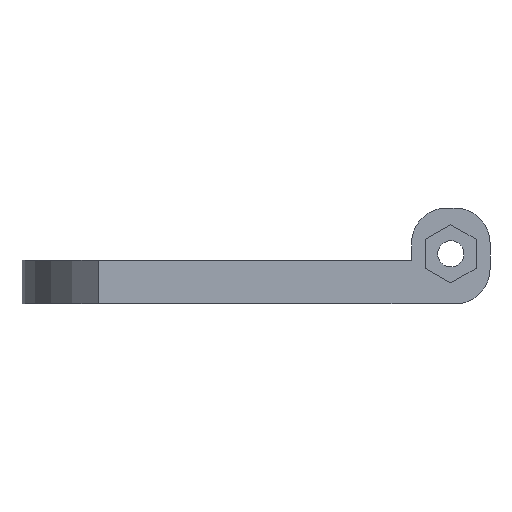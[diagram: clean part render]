
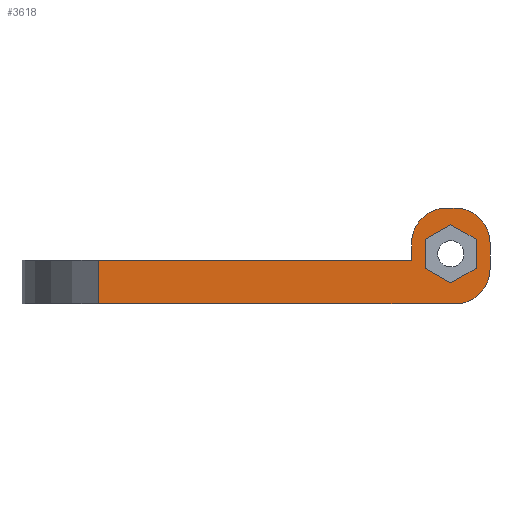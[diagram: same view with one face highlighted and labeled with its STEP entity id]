
A CAD part, left-side view. The second image highlights one B-rep face of the part: STEP entity #3618.
In plain terms, the highlighted planar face has unit normal (-1, 0, 0).
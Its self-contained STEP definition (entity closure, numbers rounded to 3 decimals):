
#445=CARTESIAN_POINT('Vertex',(-19.,-14.,4.)) ;
#448=CARTESIAN_POINT('Axis2P3D Location',(-19.,-10.,4.)) ;
#452=CARTESIAN_POINT('Vertex',(-19.,-10.,0.)) ;
#878=CARTESIAN_POINT('Vertex',(-19.,-14.,7.)) ;
#881=CARTESIAN_POINT('Line Origine',(-19.,-14.,5.5)) ;
#897=CARTESIAN_POINT('Vertex',(-19.,-5.,7.)) ;
#900=CARTESIAN_POINT('Axis2P3D Location',(-19.,-9.,7.)) ;
#904=CARTESIAN_POINT('Vertex',(-19.,-9.,11.)) ;
#919=CARTESIAN_POINT('Line Origine',(-19.,-9.5,11.)) ;
#923=CARTESIAN_POINT('Vertex',(-19.,-10.,11.)) ;
#938=CARTESIAN_POINT('Axis2P3D Location',(-19.,-10.,7.)) ;
#1520=CARTESIAN_POINT('Vertex',(-19.,-6.6,7.424)) ;
#1523=CARTESIAN_POINT('Line Origine',(-19.,-6.6,5.75)) ;
#1527=CARTESIAN_POINT('Vertex',(-19.,-6.6,4.076)) ;
#1546=CARTESIAN_POINT('Vertex',(-19.,-9.5,9.099)) ;
#1549=CARTESIAN_POINT('Line Origine',(-19.,-8.05,8.261)) ;
#1565=CARTESIAN_POINT('Vertex',(-19.,-12.4,7.424)) ;
#1568=CARTESIAN_POINT('Line Origine',(-19.,-10.95,8.261)) ;
#1584=CARTESIAN_POINT('Vertex',(-19.,-12.4,4.076)) ;
#1587=CARTESIAN_POINT('Line Origine',(-19.,-12.4,5.75)) ;
#1603=CARTESIAN_POINT('Vertex',(-19.,-9.5,2.401)) ;
#1606=CARTESIAN_POINT('Line Origine',(-19.,-10.95,3.239)) ;
#1618=CARTESIAN_POINT('Line Origine',(-19.,-8.05,3.239)) ;
#1810=CARTESIAN_POINT('Vertex',(-19.,-5.,5.)) ;
#1813=CARTESIAN_POINT('Line Origine',(-19.,-5.,6.)) ;
#1901=CARTESIAN_POINT('Vertex',(-19.,31.,5.)) ;
#1904=CARTESIAN_POINT('Line Origine',(-19.,13.,5.)) ;
#3582=CARTESIAN_POINT('Axis2P3D Location',(-19.,-5.,0.)) ;
#3587=CARTESIAN_POINT('Line Origine',(-19.,31.,2.5)) ;
#3591=CARTESIAN_POINT('Vertex',(-19.,31.,0.)) ;
#3594=CARTESIAN_POINT('Line Origine',(-19.,10.5,0.)) ;
#883=VECTOR('Line Direction',#882,1.) ;
#921=VECTOR('Line Direction',#920,1.) ;
#1525=VECTOR('Line Direction',#1524,1.) ;
#1551=VECTOR('Line Direction',#1550,1.) ;
#1570=VECTOR('Line Direction',#1569,1.) ;
#1589=VECTOR('Line Direction',#1588,1.) ;
#1608=VECTOR('Line Direction',#1607,1.) ;
#1620=VECTOR('Line Direction',#1619,1.) ;
#1815=VECTOR('Line Direction',#1814,1.) ;
#1906=VECTOR('Line Direction',#1905,1.) ;
#3589=VECTOR('Line Direction',#3588,1.) ;
#3596=VECTOR('Line Direction',#3595,1.) ;
#449=DIRECTION('Axis2P3D Direction',(1.,0.,0.)) ;
#882=DIRECTION('Vector Direction',(0.,0.,1.)) ;
#901=DIRECTION('Axis2P3D Direction',(1.,0.,0.)) ;
#920=DIRECTION('Vector Direction',(0.,-1.,0.)) ;
#939=DIRECTION('Axis2P3D Direction',(1.,0.,0.)) ;
#1524=DIRECTION('Vector Direction',(0.,0.,1.)) ;
#1550=DIRECTION('Vector Direction',(0.,-0.866,0.5)) ;
#1569=DIRECTION('Vector Direction',(0.,-0.866,-0.5)) ;
#1588=DIRECTION('Vector Direction',(0.,0.,-1.)) ;
#1607=DIRECTION('Vector Direction',(0.,0.866,-0.5)) ;
#1619=DIRECTION('Vector Direction',(0.,0.866,0.5)) ;
#1814=DIRECTION('Vector Direction',(0.,0.,-1.)) ;
#1905=DIRECTION('Vector Direction',(0.,1.,0.)) ;
#3583=DIRECTION('Axis2P3D Direction',(1.,0.,0.)) ;
#3584=DIRECTION('Axis2P3D XDirection',(0.,1.,0.)) ;
#3588=DIRECTION('Vector Direction',(0.,0.,1.)) ;
#3595=DIRECTION('Vector Direction',(0.,-1.,0.)) ;
#450=AXIS2_PLACEMENT_3D('Circle Axis2P3D',#448,#449,$) ;
#902=AXIS2_PLACEMENT_3D('Circle Axis2P3D',#900,#901,$) ;
#940=AXIS2_PLACEMENT_3D('Circle Axis2P3D',#938,#939,$) ;
#3585=AXIS2_PLACEMENT_3D('Plane Axis2P3D',#3582,#3583,#3584) ;
#884=LINE('Line',#881,#883) ;
#922=LINE('Line',#919,#921) ;
#1526=LINE('Line',#1523,#1525) ;
#1552=LINE('Line',#1549,#1551) ;
#1571=LINE('Line',#1568,#1570) ;
#1590=LINE('Line',#1587,#1589) ;
#1609=LINE('Line',#1606,#1608) ;
#1621=LINE('Line',#1618,#1620) ;
#1816=LINE('Line',#1813,#1815) ;
#1907=LINE('Line',#1904,#1906) ;
#3590=LINE('Line',#3587,#3589) ;
#3597=LINE('Line',#3594,#3596) ;
#451=CIRCLE('generated circle',#450,4.) ;
#903=CIRCLE('generated circle',#902,4.) ;
#941=CIRCLE('generated circle',#940,4.) ;
#3586=PLANE('',#3585) ;
#3617=FACE_BOUND('',#3610,.T.) ;
#454=EDGE_CURVE('',#446,#453,#451,.T.) ;
#885=EDGE_CURVE('',#446,#879,#884,.T.) ;
#906=EDGE_CURVE('',#898,#905,#903,.T.) ;
#925=EDGE_CURVE('',#905,#924,#922,.T.) ;
#942=EDGE_CURVE('',#924,#879,#941,.T.) ;
#1529=EDGE_CURVE('',#1521,#1528,#1526,.F.) ;
#1553=EDGE_CURVE('',#1547,#1521,#1552,.F.) ;
#1572=EDGE_CURVE('',#1566,#1547,#1571,.F.) ;
#1591=EDGE_CURVE('',#1585,#1566,#1590,.F.) ;
#1610=EDGE_CURVE('',#1604,#1585,#1609,.F.) ;
#1622=EDGE_CURVE('',#1528,#1604,#1621,.F.) ;
#1817=EDGE_CURVE('',#898,#1811,#1816,.T.) ;
#1908=EDGE_CURVE('',#1902,#1811,#1907,.F.) ;
#3593=EDGE_CURVE('',#3592,#1902,#3590,.T.) ;
#3598=EDGE_CURVE('',#3592,#453,#3597,.T.) ;
#3600=ORIENTED_EDGE('',*,*,#3593,.F.) ;
#3601=ORIENTED_EDGE('',*,*,#3598,.T.) ;
#3602=ORIENTED_EDGE('',*,*,#454,.F.) ;
#3603=ORIENTED_EDGE('',*,*,#885,.T.) ;
#3604=ORIENTED_EDGE('',*,*,#942,.F.) ;
#3605=ORIENTED_EDGE('',*,*,#925,.F.) ;
#3606=ORIENTED_EDGE('',*,*,#906,.F.) ;
#3607=ORIENTED_EDGE('',*,*,#1817,.T.) ;
#3608=ORIENTED_EDGE('',*,*,#1908,.F.) ;
#3611=ORIENTED_EDGE('',*,*,#1529,.F.) ;
#3612=ORIENTED_EDGE('',*,*,#1553,.F.) ;
#3613=ORIENTED_EDGE('',*,*,#1572,.F.) ;
#3614=ORIENTED_EDGE('',*,*,#1591,.F.) ;
#3615=ORIENTED_EDGE('',*,*,#1610,.F.) ;
#3616=ORIENTED_EDGE('',*,*,#1622,.F.) ;
#3599=EDGE_LOOP('',(#3600,#3601,#3602,#3603,#3604,#3605,#3606,#3607,#3608)) ;
#3610=EDGE_LOOP('',(#3611,#3612,#3613,#3614,#3615,#3616)) ;
#446=VERTEX_POINT('',#445) ;
#453=VERTEX_POINT('',#452) ;
#879=VERTEX_POINT('',#878) ;
#898=VERTEX_POINT('',#897) ;
#905=VERTEX_POINT('',#904) ;
#924=VERTEX_POINT('',#923) ;
#1521=VERTEX_POINT('',#1520) ;
#1528=VERTEX_POINT('',#1527) ;
#1547=VERTEX_POINT('',#1546) ;
#1566=VERTEX_POINT('',#1565) ;
#1585=VERTEX_POINT('',#1584) ;
#1604=VERTEX_POINT('',#1603) ;
#1811=VERTEX_POINT('',#1810) ;
#1902=VERTEX_POINT('',#1901) ;
#3592=VERTEX_POINT('',#3591) ;
#3618=ADVANCED_FACE('PartBody',(#3609,#3617),#3586,.F.) ;
#3609=FACE_OUTER_BOUND('',#3599,.T.) ;
